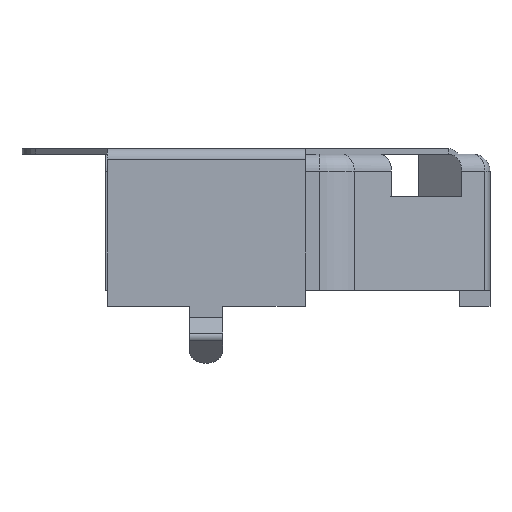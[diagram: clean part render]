
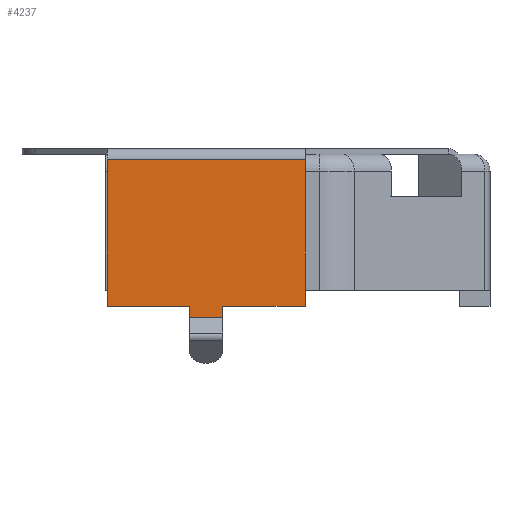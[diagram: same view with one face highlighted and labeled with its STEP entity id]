
A CAD part, left-side view. The second image highlights one B-rep face of the part: STEP entity #4237.
In plain terms, the highlighted planar face has unit normal (-1, 0, 0).
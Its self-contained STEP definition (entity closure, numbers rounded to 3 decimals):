
#4082 = VERTEX_POINT('',#4083);
#4083 = CARTESIAN_POINT('',(-11.925,-4.714,
    7.042));
#4122 = VERTEX_POINT('',#4123);
#4123 = CARTESIAN_POINT('',(-11.925,4.71,
    7.042));
#4147 = EDGE_CURVE('',#4122,#4082,#4148,.T.);
#4148 = LINE('',#4149,#4150);
#4149 = CARTESIAN_POINT('',(-11.925,-4.714,
    7.042));
#4150 = VECTOR('',#4151,1.);
#4151 = DIRECTION('',(0.,-1.,0.));
#4189 = VERTEX_POINT('',#4190);
#4190 = CARTESIAN_POINT('',(-11.925,4.71,
    0.057));
#4196 = EDGE_CURVE('',#4122,#4189,#4197,.T.);
#4197 = LINE('',#4198,#4199);
#4198 = CARTESIAN_POINT('',(-11.925,4.71,
    7.296));
#4199 = VECTOR('',#4200,1.);
#4200 = DIRECTION('',(0.,0.,-1.));
#4211 = EDGE_CURVE('',#4212,#4082,#4214,.T.);
#4212 = VERTEX_POINT('',#4213);
#4213 = CARTESIAN_POINT('',(-11.925,-4.714,
    0.057));
#4214 = LINE('',#4215,#4216);
#4215 = CARTESIAN_POINT('',(-11.925,-4.714,
    7.296));
#4216 = VECTOR('',#4217,1.);
#4217 = DIRECTION('',(0.,0.,1.));
#4237 = ADVANCED_FACE('',(#4238),#4281,.F.);
#4238 = FACE_BOUND('',#4239,.T.);
#4239 = EDGE_LOOP('',(#4240,#4241,#4242,#4250,#4258,#4266,#4274,#4280));
#4240 = ORIENTED_EDGE('',*,*,#4147,.F.);
#4241 = ORIENTED_EDGE('',*,*,#4196,.T.);
#4242 = ORIENTED_EDGE('',*,*,#4243,.T.);
#4243 = EDGE_CURVE('',#4189,#4244,#4246,.T.);
#4244 = VERTEX_POINT('',#4245);
#4245 = CARTESIAN_POINT('',(-11.925,0.785,
    0.057));
#4246 = LINE('',#4247,#4248);
#4247 = CARTESIAN_POINT('',(-11.925,-0.789,
    0.057));
#4248 = VECTOR('',#4249,1.);
#4249 = DIRECTION('',(0.,-1.,0.));
#4250 = ORIENTED_EDGE('',*,*,#4251,.T.);
#4251 = EDGE_CURVE('',#4244,#4252,#4254,.T.);
#4252 = VERTEX_POINT('',#4253);
#4253 = CARTESIAN_POINT('',(-11.925,0.785,
    -0.477));
#4254 = LINE('',#4255,#4256);
#4255 = CARTESIAN_POINT('',(-11.925,0.785,
    7.296));
#4256 = VECTOR('',#4257,1.);
#4257 = DIRECTION('',(0.,0.,-1.));
#4258 = ORIENTED_EDGE('',*,*,#4259,.T.);
#4259 = EDGE_CURVE('',#4252,#4260,#4262,.T.);
#4260 = VERTEX_POINT('',#4261);
#4261 = CARTESIAN_POINT('',(-11.925,-0.789,
    -0.477));
#4262 = LINE('',#4263,#4264);
#4263 = CARTESIAN_POINT('',(-11.925,-0.789,
    -0.477));
#4264 = VECTOR('',#4265,1.);
#4265 = DIRECTION('',(0.,-1.,0.));
#4266 = ORIENTED_EDGE('',*,*,#4267,.T.);
#4267 = EDGE_CURVE('',#4260,#4268,#4270,.T.);
#4268 = VERTEX_POINT('',#4269);
#4269 = CARTESIAN_POINT('',(-11.925,-0.789,
    0.057));
#4270 = LINE('',#4271,#4272);
#4271 = CARTESIAN_POINT('',(-11.925,-0.789,
    7.296));
#4272 = VECTOR('',#4273,1.);
#4273 = DIRECTION('',(0.,0.,1.));
#4274 = ORIENTED_EDGE('',*,*,#4275,.T.);
#4275 = EDGE_CURVE('',#4268,#4212,#4276,.T.);
#4276 = LINE('',#4277,#4278);
#4277 = CARTESIAN_POINT('',(-11.925,-0.789,
    0.057));
#4278 = VECTOR('',#4279,1.);
#4279 = DIRECTION('',(0.,-1.,0.));
#4280 = ORIENTED_EDGE('',*,*,#4211,.T.);
#4281 = PLANE('',#4282);
#4282 = AXIS2_PLACEMENT_3D('',#4283,#4284,#4285);
#4283 = CARTESIAN_POINT('',(-11.925,-0.789,
    7.296));
#4284 = DIRECTION('',(1.,0.,0.));
#4285 = DIRECTION('',(0.,0.,-1.));
